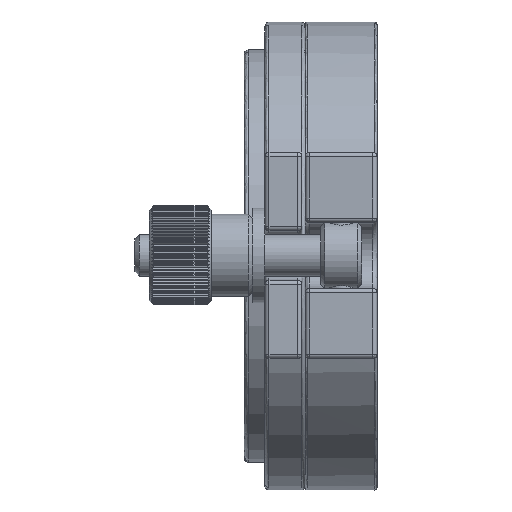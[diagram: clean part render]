
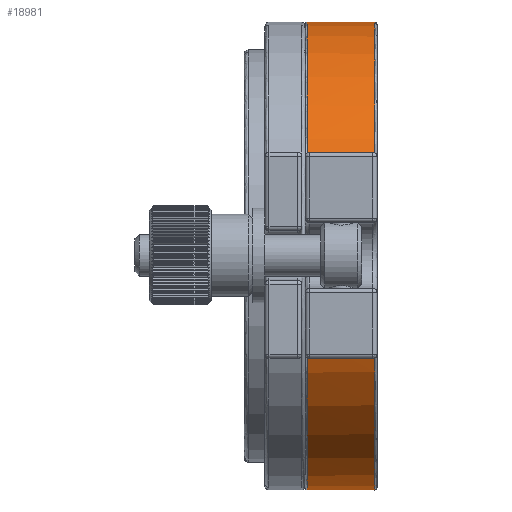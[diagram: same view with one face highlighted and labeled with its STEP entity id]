
A CAD part, top view. The second image highlights one B-rep face of the part: STEP entity #18981.
In plain terms, the highlighted cylindrical face has radius 56.75 mm (diameter 113.5 mm), a full revolution.
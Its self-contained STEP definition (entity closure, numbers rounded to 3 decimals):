
#646 = ORIENTED_EDGE ( 'NONE', *, *, #4361, .T. ) ;
#1974 = CARTESIAN_POINT ( 'NONE',  ( -0.366, -16.834, -56.749 ) ) ;
#2201 = CARTESIAN_POINT ( 'NONE',  ( -0.366, -16.834, 56.749 ) ) ;
#2319 = VERTEX_POINT ( 'NONE', #22939 ) ;
#3495 = FACE_OUTER_BOUND ( 'NONE', #24396, .T. ) ;
#3653 = VERTEX_POINT ( 'NONE', #13177 ) ;
#4361 = EDGE_CURVE ( 'NONE', #19299, #14188, #14235, .T. ) ;
#4979 = DIRECTION ( 'NONE',  ( 0., 0., 1. ) ) ;
#5017 = EDGE_CURVE ( 'NONE', #14188, #2319, #9017, .T. ) ;
#5241 = CARTESIAN_POINT ( 'NONE',  ( -0.184, -16.8, -56.75 ) ) ;
#5406 = DIRECTION ( 'NONE',  ( 0., 1., 0. ) ) ;
#6795 = CIRCLE ( 'NONE', #10566, 56.75 ) ;
#7112 = CARTESIAN_POINT ( 'NONE',  ( 0.366, -16.834, -56.749 ) ) ;
#7117 = AXIS2_PLACEMENT_3D ( 'NONE', #27395, #25225, #11222 ) ;
#7688 = EDGE_CURVE ( 'NONE', #2319, #18403, #11757, .T. ) ;
#8778 = B_SPLINE_CURVE_WITH_KNOTS ( 'NONE', 3,
 ( #18614, #2201, #25875, #18708, #21051, #9445 ),
 .UNSPECIFIED., .F., .F.,
 ( 4, 2, 4 ),
 ( 0., 0.001, 0.001 ),
 .UNSPECIFIED. ) ;
#8924 = CARTESIAN_POINT ( 'NONE',  ( -0.539, -16.9, -56.747 ) ) ;
#9017 = B_SPLINE_CURVE_WITH_KNOTS ( 'NONE', 3,
 ( #25839, #7112, #22575, #5241, #1974, #8924 ),
 .UNSPECIFIED., .F., .F.,
 ( 4, 2, 4 ),
 ( 0., 0.001, 0.001 ),
 .UNSPECIFIED. ) ;
#9445 = CARTESIAN_POINT ( 'NONE',  ( 0.539, -16.9, 56.747 ) ) ;
#9780 = EDGE_CURVE ( 'NONE', #18403, #19299, #8778, .T. ) ;
#10242 = ORIENTED_EDGE ( 'NONE', *, *, #5017, .T. ) ;
#10566 = AXIS2_PLACEMENT_3D ( 'NONE', #21387, #23735, #4979 ) ;
#10926 = CARTESIAN_POINT ( 'NONE',  ( -0.539, -16.9, 56.747 ) ) ;
#11222 = DIRECTION ( 'NONE',  ( 0., 0., 1. ) ) ;
#11757 = CIRCLE ( 'NONE', #7117, 56.75 ) ;
#12317 = DIRECTION ( 'NONE',  ( 0., 0., 1. ) ) ;
#13035 = EDGE_LOOP ( 'NONE', ( #10242, #29819, #26635, #646 ) ) ;
#13177 = CARTESIAN_POINT ( 'NONE',  ( 0., -0.5, 56.75 ) ) ;
#13936 = CARTESIAN_POINT ( 'NONE',  ( 0.539, -16.9, -56.747 ) ) ;
#14037 = AXIS2_PLACEMENT_3D ( 'NONE', #26340, #5406, #12317 ) ;
#14188 = VERTEX_POINT ( 'NONE', #13936 ) ;
#14235 = CIRCLE ( 'NONE', #14037, 56.75 ) ;
#15299 = DIRECTION ( 'NONE',  ( 0., 0., 1. ) ) ;
#18069 = AXIS2_PLACEMENT_3D ( 'NONE', #24893, #29589, #15299 ) ;
#18403 = VERTEX_POINT ( 'NONE', #10926 ) ;
#18614 = CARTESIAN_POINT ( 'NONE',  ( -0.539, -16.9, 56.747 ) ) ;
#18708 = CARTESIAN_POINT ( 'NONE',  ( 0.184, -16.8, 56.75 ) ) ;
#18821 = CARTESIAN_POINT ( 'NONE',  ( 0.539, -16.9, 56.747 ) ) ;
#18981 = ADVANCED_FACE ( 'NONE', ( #3495, #27624 ), #21334, .T. ) ;
#19299 = VERTEX_POINT ( 'NONE', #18821 ) ;
#21051 = CARTESIAN_POINT ( 'NONE',  ( 0.366, -16.834, 56.749 ) ) ;
#21334 = CYLINDRICAL_SURFACE ( 'NONE', #18069, 56.75 ) ;
#21387 = CARTESIAN_POINT ( 'NONE',  ( 0., -0.5, 0. ) ) ;
#21699 = ORIENTED_EDGE ( 'NONE', *, *, #25232, .T. ) ;
#22575 = CARTESIAN_POINT ( 'NONE',  ( 0.184, -16.8, -56.75 ) ) ;
#22939 = CARTESIAN_POINT ( 'NONE',  ( -0.539, -16.9, -56.747 ) ) ;
#23735 = DIRECTION ( 'NONE',  ( 0., -1., 0. ) ) ;
#24396 = EDGE_LOOP ( 'NONE', ( #21699 ) ) ;
#24893 = CARTESIAN_POINT ( 'NONE',  ( 0., -8.7, 0. ) ) ;
#25225 = DIRECTION ( 'NONE',  ( 0., 1., 0. ) ) ;
#25232 = EDGE_CURVE ( 'NONE', #3653, #3653, #6795, .T. ) ;
#25839 = CARTESIAN_POINT ( 'NONE',  ( 0.539, -16.9, -56.747 ) ) ;
#25875 = CARTESIAN_POINT ( 'NONE',  ( -0.184, -16.8, 56.75 ) ) ;
#26340 = CARTESIAN_POINT ( 'NONE',  ( 0., -16.9, 0. ) ) ;
#26635 = ORIENTED_EDGE ( 'NONE', *, *, #9780, .T. ) ;
#27395 = CARTESIAN_POINT ( 'NONE',  ( 0., -16.9, 0. ) ) ;
#27624 = FACE_OUTER_BOUND ( 'NONE', #13035, .T. ) ;
#29589 = DIRECTION ( 'NONE',  ( 0., 1., 0. ) ) ;
#29819 = ORIENTED_EDGE ( 'NONE', *, *, #7688, .T. ) ;
